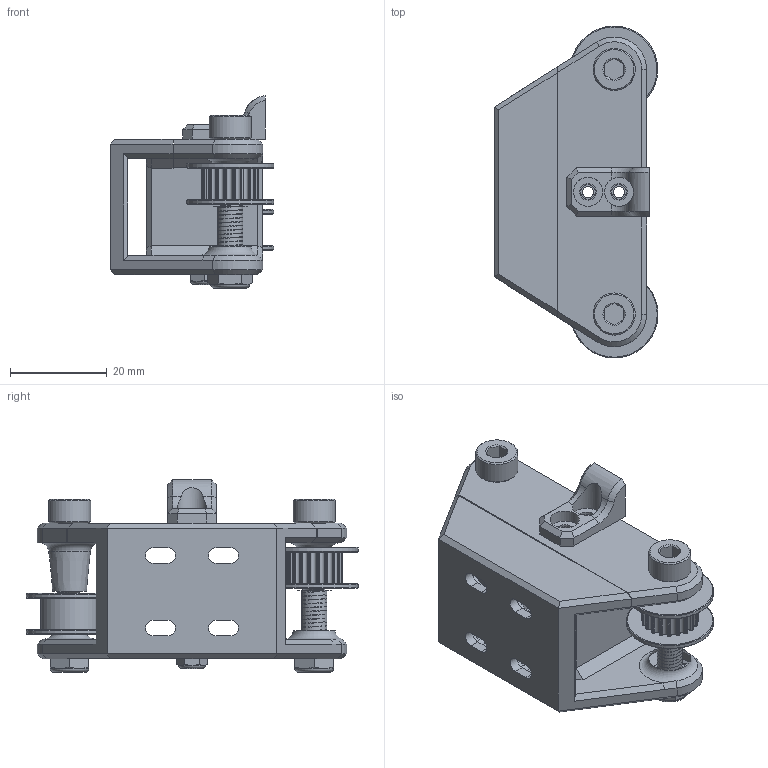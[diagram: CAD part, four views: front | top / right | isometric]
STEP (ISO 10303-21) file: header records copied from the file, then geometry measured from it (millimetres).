
FILE_DESCRIPTION(/* description */ (''),/* implementation_level */ '2;1');
FILE_NAME(/* name */ 'Gantry_MGN9 v17.step',/* time_stamp */ '2022-07-02T10:11:35+02:00',/* author */ (''),/* organization */ (''),/* preprocessor_version */ 'ST-DEVELOPER v19',/* originating_system */ 'Autodesk Translation Framework v11.7.0.108',/* authorisation */ '');
FILE_SCHEMA (('AUTOMOTIVE_DESIGN { 1 0 10303 214 3 1 1 }'));
Length unit declared in the file: millimetre
Products named in the file (25): Gantry_MGN9; Hardware; GT2 20-Tooth Idler Pulley v5; Pulley (1); Bearing; GT2 - 20T_Tension Pulley smooth v2; Component1; Component2; Component3; Component4; Component5; Component6; Component7; Component8; Component9; hardware (6); M3 Nut (2); M3 Nut (1) (1); M3 30mm_Black-Oxide Alloy Steel Socket Head Screw(Mirror); M5_ 30mm Titanium Socket Head Screw; M5 lock n Nut; XendStop; X end stopper (1); Gantry_MGN9_Lower; Gantry_MGN9_Upper
Assembly tree (27 placements, depth 4):
  Gantry_MGN9
    Hardware
      GT2 20-Tooth Idler Pulley v5
        Pulley (1)
        Bearing
      GT2 - 20T_Tension Pulley smooth v2
        Component1
        Component2
        Component3
        Component4
        Component5
        Component6
        Component7
        Component8
        Component9
      hardware (6)
        M3 30mm_Black-Oxide Alloy Steel Socket Head Screw(Mirror)  x2
        M3 Nut (2)
        M3 Nut (1) (1)
        M5_ 30mm Titanium Socket Head Screw  x2
        M5 lock n Nut  x2
      XendStop
        X end stopper (1)
    Gantry_MGN9_Lower
    Gantry_MGN9_Upper
Bounding box: 33.84 x 68.54 x 39.8 mm (x, y, z)
Volume: 23732.1 mm3; surface area: 21495.8 mm2
Topology: 26 solids, 26 shells, 733 faces, 1846 edges, 1188 vertices
Faces by surface type: cylinder 355, plane 245, cone 106, torus 16, bspline 11
Full cylindrical faces by diameter (mm): 2.35 x2, 3 x3, 3.259 x2, 3.4 x6, 3.961 x80, 3.971 x2, 4 x2, 5 x84, 5.152 x2, 5.2 x6, 5.3 x1, 6 x8, 7 x2, 8 x5, 8.7 x2, 9 x4, 10.6 x4, 12 x1, 18 x4
Entity records: 26897 total; most frequent: CARTESIAN_POINT 12148, DIRECTION 2967, ORIENTED_EDGE 2938, EDGE_CURVE 1469, AXIS2_PLACEMENT_3D 1143, VERTEX_POINT 944, LINE 681, VECTOR 681
